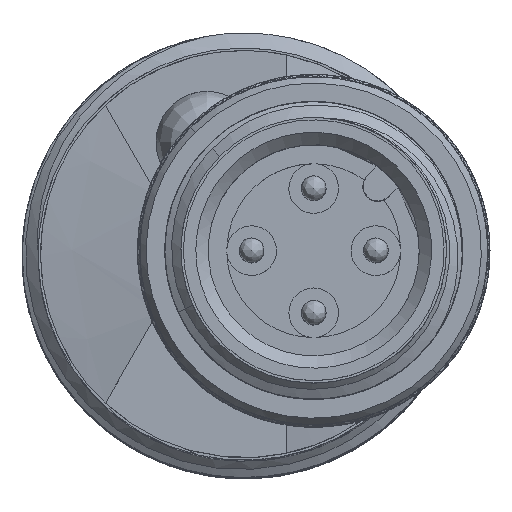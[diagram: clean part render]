
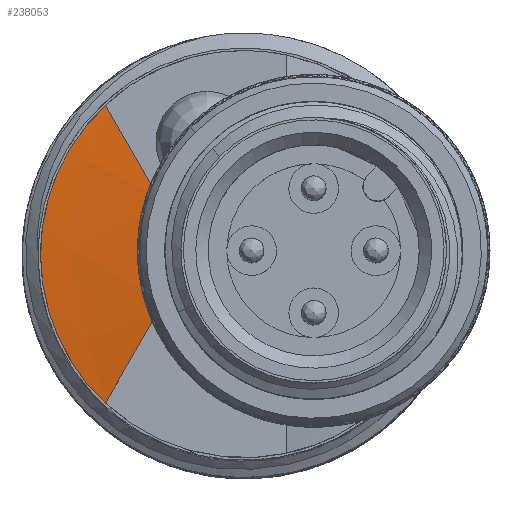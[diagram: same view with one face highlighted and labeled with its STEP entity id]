
A CAD part, top view. The second image highlights one B-rep face of the part: STEP entity #238053.
In plain terms, the highlighted free-form (B-spline) face has degree [1, 2] with [2, 9] control points.
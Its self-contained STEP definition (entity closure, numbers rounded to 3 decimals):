
#237676=CARTESIAN_POINT('',(-5.59,-6.002,65.496));
#237677=VERTEX_POINT('',#237676);
#237683=CARTESIAN_POINT('',(-5.589,6.002,65.496));
#237684=VERTEX_POINT('',#237683);
#237685=CARTESIAN_POINT('',(-5.591,-6.003,65.495));
#237686=CARTESIAN_POINT('',(-7.564,-4.166,65.409));
#237687=CARTESIAN_POINT('',(-8.577,-1.404,65.373));
#237688=CARTESIAN_POINT('',(-7.752,3.248,65.406));
#237689=CARTESIAN_POINT('',(-6.853,4.828,65.441));
#237690=CARTESIAN_POINT('',(-5.59,6.003,65.496));
#237691=B_SPLINE_CURVE_WITH_KNOTS('',3,(#237685,#237686,#237687,#237688,#237689,#237690),.UNSPECIFIED.,.F.,.U.,(4,2,4),(0.539,1.259,1.72),.UNSPECIFIED.);
#237692=EDGE_CURVE('',#237677,#237684,#237691,.T.);
#237812=CARTESIAN_POINT('',(1.4,-3.455,66.538));
#237813=VERTEX_POINT('',#237812);
#237831=CARTESIAN_POINT('',(1.4,3.455,66.538));
#237832=VERTEX_POINT('',#237831);
#237840=CARTESIAN_POINT('',(1.4,3.098,66.591));
#237841=VERTEX_POINT('',#237840);
#237842=CARTESIAN_POINT('',(1.4,3.455,66.539));
#237843=CARTESIAN_POINT('',(1.4,3.333,66.557));
#237844=CARTESIAN_POINT('',(1.4,3.214,66.574));
#237845=CARTESIAN_POINT('',(1.4,3.098,66.591));
#237846=B_SPLINE_CURVE_WITH_KNOTS('',3,(#237842,#237843,#237844,#237845),.UNSPECIFIED.,.F.,.U.,(4,4),(0.13,0.188),.UNSPECIFIED.);
#237847=EDGE_CURVE('',#237832,#237841,#237846,.T.);
#237858=CARTESIAN_POINT('',(1.4,-3.098,66.591));
#237859=VERTEX_POINT('',#237858);
#237871=CARTESIAN_POINT('',(1.4,-3.098,66.591));
#237872=CARTESIAN_POINT('',(1.4,-3.214,66.574));
#237873=CARTESIAN_POINT('',(1.4,-3.333,66.557));
#237874=CARTESIAN_POINT('',(1.4,-3.455,66.539));
#237875=B_SPLINE_CURVE_WITH_KNOTS('',3,(#237871,#237872,#237873,#237874),.UNSPECIFIED.,.F.,.U.,(4,4),(0.812,0.87),.UNSPECIFIED.);
#237876=EDGE_CURVE('',#237859,#237813,#237875,.T.);
#237946=CARTESIAN_POINT('',(-3.489,-2.365,66.066));
#237947=VERTEX_POINT('',#237946);
#237953=CARTESIAN_POINT('',(-5.588,-6.001,65.496));
#237954=CARTESIAN_POINT('',(-4.317,-3.799,65.863));
#237955=CARTESIAN_POINT('',(-3.489,-2.365,66.066));
#237956=(BOUNDED_CURVE()B_SPLINE_CURVE(2,(#237953,#237954,#237955),.HYPERBOLIC_ARC.,.F.,.U.)B_SPLINE_CURVE_WITH_KNOTS((3,3),(0.,1.),.UNSPECIFIED.)CURVE()GEOMETRIC_REPRESENTATION_ITEM()RATIONAL_B_SPLINE_CURVE((1.124,1.336,1.492))REPRESENTATION_ITEM(''));
#237957=EDGE_CURVE('',#237677,#237947,#237956,.T.);
#237964=CARTESIAN_POINT('',(2.8,0.,67.13));
#237965=CARTESIAN_POINT('',(2.8,0.,67.13));
#237966=CARTESIAN_POINT('',(2.8,0.,67.13));
#237967=CARTESIAN_POINT('',(2.8,0.,67.13));
#237968=CARTESIAN_POINT('',(2.8,0.,67.13));
#237969=CARTESIAN_POINT('',(2.8,0.,67.13));
#237970=CARTESIAN_POINT('',(2.8,0.,67.13));
#237971=CARTESIAN_POINT('',(2.8,0.,67.13));
#237972=CARTESIAN_POINT('',(2.8,0.,67.13));
#237973=CARTESIAN_POINT('',(22.278,-0.331,64.045));
#237974=CARTESIAN_POINT('',(22.609,19.146,64.045));
#237975=CARTESIAN_POINT('',(3.131,19.478,64.045));
#237976=CARTESIAN_POINT('',(-16.346,19.809,64.045));
#237977=CARTESIAN_POINT('',(-16.678,0.331,64.045));
#237978=CARTESIAN_POINT('',(-17.009,-19.146,64.045));
#237979=CARTESIAN_POINT('',(2.469,-19.478,64.045));
#237980=CARTESIAN_POINT('',(21.946,-19.809,64.045));
#237981=CARTESIAN_POINT('',(22.278,-0.331,64.045));
#237982=(BOUNDED_SURFACE()B_SPLINE_SURFACE(1,2,((#237964,#237965,#237966,#237967,#237968,#237969,#237970,#237971,#237972),(#237973,#237974,#237975,#237976,#237977,#237978,#237979,#237980,#237981)),.GENERALISED_CONE.,.F.,.T.,.U.)B_SPLINE_SURFACE_WITH_KNOTS((2,2),(3,2,2,2,3),(0.,1.),(0.,0.25,0.5,0.75,1.),.UNSPECIFIED.)GEOMETRIC_REPRESENTATION_ITEM()RATIONAL_B_SPLINE_SURFACE(((1.,0.707,1.,0.707,1.,0.707,1.,0.707,1.),(1.,0.707,1.,0.707,1.,0.707,1.,0.707,1.)))REPRESENTATION_ITEM('')SURFACE());
#237983=CARTESIAN_POINT('',(0.228,2.593,66.551));
#237984=VERTEX_POINT('',#237983);
#237985=CARTESIAN_POINT('',(1.4,3.455,66.537));
#237986=CARTESIAN_POINT('',(1.139,3.042,66.58));
#237987=CARTESIAN_POINT('',(0.728,2.727,66.592));
#237988=CARTESIAN_POINT('',(0.228,2.593,66.551));
#237989=B_SPLINE_CURVE_WITH_KNOTS('',3,(#237985,#237986,#237987,#237988),.UNSPECIFIED.,.F.,.U.,(4,4),(0.,0.569),.UNSPECIFIED.);
#237990=EDGE_CURVE('',#237832,#237984,#237989,.T.);
#237991=ORIENTED_EDGE('',*,*,#237990,.T.);
#237992=CARTESIAN_POINT('',(-2.364,1.899,66.259));
#237993=VERTEX_POINT('',#237992);
#237994=CARTESIAN_POINT('',(0.228,2.593,66.551));
#237995=CARTESIAN_POINT('',(-0.806,2.316,66.467));
#237996=CARTESIAN_POINT('',(-2.364,1.899,66.259));
#237997=(BOUNDED_CURVE()B_SPLINE_CURVE(2,(#237994,#237995,#237996),.HYPERBOLIC_ARC.,.F.,.U.)B_SPLINE_CURVE_WITH_KNOTS((3,3),(0.,1.),.UNSPECIFIED.)CURVE()GEOMETRIC_REPRESENTATION_ITEM()RATIONAL_B_SPLINE_CURVE((2.241,2.079,1.763))REPRESENTATION_ITEM(''));
#237998=EDGE_CURVE('',#237984,#237993,#237997,.T.);
#237999=ORIENTED_EDGE('',*,*,#237998,.T.);
#238000=CARTESIAN_POINT('',(-3.489,2.365,66.066));
#238001=VERTEX_POINT('',#238000);
#238002=CARTESIAN_POINT('',(-2.364,1.899,66.259));
#238003=CARTESIAN_POINT('',(-2.802,1.781,66.2));
#238004=CARTESIAN_POINT('',(-3.263,1.972,66.121));
#238005=CARTESIAN_POINT('',(-3.489,2.365,66.066));
#238006=B_SPLINE_CURVE_WITH_KNOTS('',3,(#238002,#238003,#238004,#238005),.UNSPECIFIED.,.F.,.U.,(4,4),(0.,1.),.UNSPECIFIED.);
#238007=EDGE_CURVE('',#237993,#238001,#238006,.T.);
#238008=ORIENTED_EDGE('',*,*,#238007,.T.);
#238009=CARTESIAN_POINT('',(-3.489,2.365,66.066));
#238010=CARTESIAN_POINT('',(-4.317,3.799,65.863));
#238011=CARTESIAN_POINT('',(-5.588,6.001,65.496));
#238012=(BOUNDED_CURVE()B_SPLINE_CURVE(2,(#238009,#238010,#238011),.HYPERBOLIC_ARC.,.F.,.U.)B_SPLINE_CURVE_WITH_KNOTS((3,3),(0.,1.),.UNSPECIFIED.)CURVE()GEOMETRIC_REPRESENTATION_ITEM()RATIONAL_B_SPLINE_CURVE((1.492,1.336,1.124))REPRESENTATION_ITEM(''));
#238013=EDGE_CURVE('',#238001,#237684,#238012,.T.);
#238014=ORIENTED_EDGE('',*,*,#238013,.T.);
#238015=ORIENTED_EDGE('',*,*,#237692,.F.);
#238016=ORIENTED_EDGE('',*,*,#237957,.T.);
#238017=CARTESIAN_POINT('',(-2.364,-1.899,66.259));
#238018=VERTEX_POINT('',#238017);
#238019=CARTESIAN_POINT('',(-3.489,-2.365,66.066));
#238020=CARTESIAN_POINT('',(-3.263,-1.972,66.121));
#238021=CARTESIAN_POINT('',(-2.802,-1.781,66.2));
#238022=CARTESIAN_POINT('',(-2.364,-1.899,66.259));
#238023=B_SPLINE_CURVE_WITH_KNOTS('',3,(#238019,#238020,#238021,#238022),.UNSPECIFIED.,.F.,.U.,(4,4),(0.,1.),.UNSPECIFIED.);
#238024=EDGE_CURVE('',#237947,#238018,#238023,.T.);
#238025=ORIENTED_EDGE('',*,*,#238024,.T.);
#238026=CARTESIAN_POINT('',(0.228,-2.593,66.551));
#238027=VERTEX_POINT('',#238026);
#238028=CARTESIAN_POINT('',(-2.364,-1.899,66.259));
#238029=CARTESIAN_POINT('',(-0.806,-2.316,66.467));
#238030=CARTESIAN_POINT('',(0.228,-2.593,66.551));
#238031=(BOUNDED_CURVE()B_SPLINE_CURVE(2,(#238028,#238029,#238030),.HYPERBOLIC_ARC.,.F.,.U.)B_SPLINE_CURVE_WITH_KNOTS((3,3),(0.,1.),.UNSPECIFIED.)CURVE()GEOMETRIC_REPRESENTATION_ITEM()RATIONAL_B_SPLINE_CURVE((1.763,2.079,2.241))REPRESENTATION_ITEM(''));
#238032=EDGE_CURVE('',#238018,#238027,#238031,.T.);
#238033=ORIENTED_EDGE('',*,*,#238032,.T.);
#238034=CARTESIAN_POINT('',(0.228,-2.593,66.551));
#238035=CARTESIAN_POINT('',(0.728,-2.727,66.592));
#238036=CARTESIAN_POINT('',(1.139,-3.042,66.58));
#238037=CARTESIAN_POINT('',(1.4,-3.455,66.537));
#238038=B_SPLINE_CURVE_WITH_KNOTS('',3,(#238034,#238035,#238036,#238037),.UNSPECIFIED.,.F.,.U.,(4,4),(0.431,1.),.UNSPECIFIED.);
#238039=EDGE_CURVE('',#238027,#237813,#238038,.T.);
#238040=ORIENTED_EDGE('',*,*,#238039,.T.);
#238041=ORIENTED_EDGE('',*,*,#237876,.F.);
#238042=CARTESIAN_POINT('',(1.4,-3.098,66.591));
#238043=CARTESIAN_POINT('',(-0.636,-2.178,66.591));
#238044=CARTESIAN_POINT('',(-0.6,0.056,66.591));
#238045=CARTESIAN_POINT('',(-0.564,2.211,66.591));
#238046=CARTESIAN_POINT('',(1.4,3.098,66.591));
#238047=(BOUNDED_CURVE()B_SPLINE_CURVE(2,(#238042,#238043,#238044,#238045,#238046),.CIRCULAR_ARC.,.F.,.U.)B_SPLINE_CURVE_WITH_KNOTS((3,2,3),(0.323,0.505,0.683),.UNSPECIFIED.)CURVE()GEOMETRIC_REPRESENTATION_ITEM()RATIONAL_B_SPLINE_CURVE((0.885,0.786,1.,0.792,0.879))REPRESENTATION_ITEM(''));
#238048=EDGE_CURVE('',#237859,#237841,#238047,.T.);
#238049=ORIENTED_EDGE('',*,*,#238048,.T.);
#238050=ORIENTED_EDGE('',*,*,#237847,.F.);
#238051=EDGE_LOOP('',(#237991,#237999,#238008,#238014,#238015,#238016,#238025,#238033,#238040,#238041,#238049,#238050));
#238052=FACE_OUTER_BOUND('',#238051,.T.);
#238053=ADVANCED_FACE('',(#238052),#237982,.T.);
